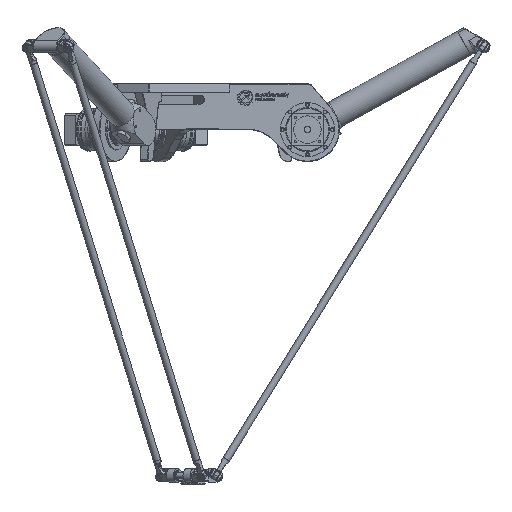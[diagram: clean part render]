
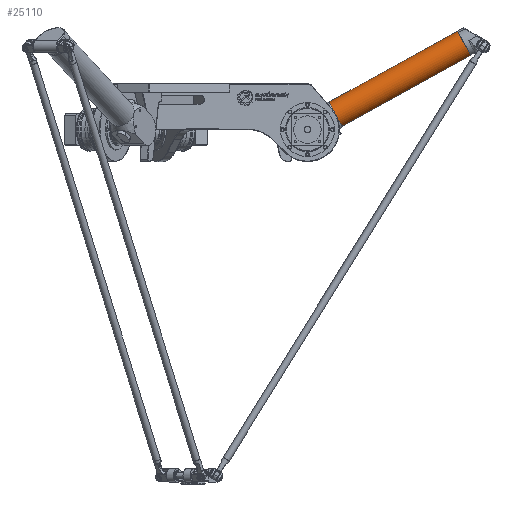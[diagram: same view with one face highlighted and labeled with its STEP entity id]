
A CAD part, front view. The second image highlights one B-rep face of the part: STEP entity #25110.
In plain terms, the highlighted cylindrical face has radius 30 mm (diameter 60 mm), a full revolution.
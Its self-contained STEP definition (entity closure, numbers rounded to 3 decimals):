
#676=FACE_BOUND('',#5112,.T.);
#3302=FACE_OUTER_BOUND('',#5111,.T.);
#5111=EDGE_LOOP('',(#21910,#21911));
#5112=EDGE_LOOP('',(#21912));
#10662=CIRCLE('',#27556,30.);
#10663=CIRCLE('',#27557,30.);
#10664=CIRCLE('',#27558,30.);
#12701=VERTEX_POINT('',#49383);
#12702=VERTEX_POINT('',#49384);
#12703=VERTEX_POINT('',#49387);
#15867=EDGE_CURVE('',#12701,#12702,#10662,.T.);
#15868=EDGE_CURVE('',#12702,#12701,#10663,.T.);
#15869=EDGE_CURVE('',#12703,#12703,#10664,.T.);
#21910=ORIENTED_EDGE('',*,*,#15867,.T.);
#21911=ORIENTED_EDGE('',*,*,#15868,.T.);
#21912=ORIENTED_EDGE('',*,*,#15869,.F.);
#23846=CYLINDRICAL_SURFACE('',#27555,30.);
#25110=ADVANCED_FACE('',(#3302,#676),#23846,.T.);
#27555=AXIS2_PLACEMENT_3D('',#49382,#33818,#33819);
#27556=AXIS2_PLACEMENT_3D('',#49385,#33820,#33821);
#27557=AXIS2_PLACEMENT_3D('',#49386,#33822,#33823);
#27558=AXIS2_PLACEMENT_3D('',#49388,#33824,#33825);
#33818=DIRECTION('center_axis',(0.,0.,-1.));
#33819=DIRECTION('ref_axis',(1.,0.,0.));
#33820=DIRECTION('center_axis',(0.,0.,1.));
#33821=DIRECTION('ref_axis',(-1.,0.,0.));
#33822=DIRECTION('center_axis',(0.,0.,1.));
#33823=DIRECTION('ref_axis',(-1.,0.,0.));
#33824=DIRECTION('center_axis',(0.,0.,1.));
#33825=DIRECTION('ref_axis',(1.,0.,0.));
#49382=CARTESIAN_POINT('Origin',(0.,0.,391.));
#49383=CARTESIAN_POINT('',(-30.,0.,70.));
#49384=CARTESIAN_POINT('',(30.,0.,70.));
#49385=CARTESIAN_POINT('Origin',(0.,0.,70.));
#49386=CARTESIAN_POINT('Origin',(0.,0.,70.));
#49387=CARTESIAN_POINT('',(-30.,0.,391.));
#49388=CARTESIAN_POINT('Origin',(0.,0.,391.));
